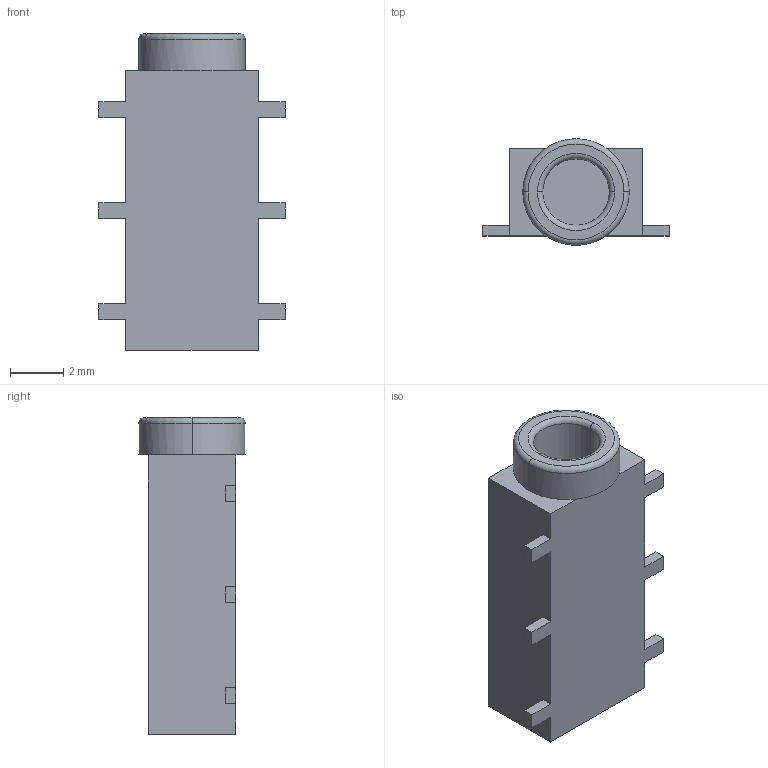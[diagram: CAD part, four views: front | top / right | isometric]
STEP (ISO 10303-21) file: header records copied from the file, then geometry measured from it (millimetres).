
FILE_DESCRIPTION (( 'STEP AP214' ), '1' );
FILE_NAME ('jack_2.5mm.STEP', '2019-05-04T11:49:38', ( '' ), ( '' ), 'SwSTEP 2.0', 'SolidWorks 2018', '' );
FILE_SCHEMA (( 'AUTOMOTIVE_DESIGN' ));
Length unit declared in the file: millimetre
Products named in the file (1): jack_2.5mm
Bounding box: 7 x 4 x 11.9 mm (x, y, z)
Volume: 167.6 mm3; surface area: 276.6 mm2
Topology: 1 solids, 1 shells, 43 faces, 112 edges, 72 vertices
Faces by surface type: plane 35, torus 4, cylinder 4
Entity records: 1809 total; most frequent: CARTESIAN_POINT 228, ORIENTED_EDGE 224, DIRECTION 220, EDGE_CURVE 112, LINE 92, VECTOR 92, VERTEX_POINT 72, AXIS2_PLACEMENT_3D 64
